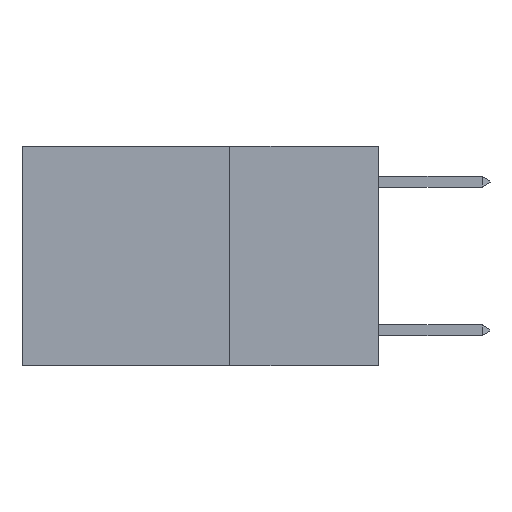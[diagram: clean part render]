
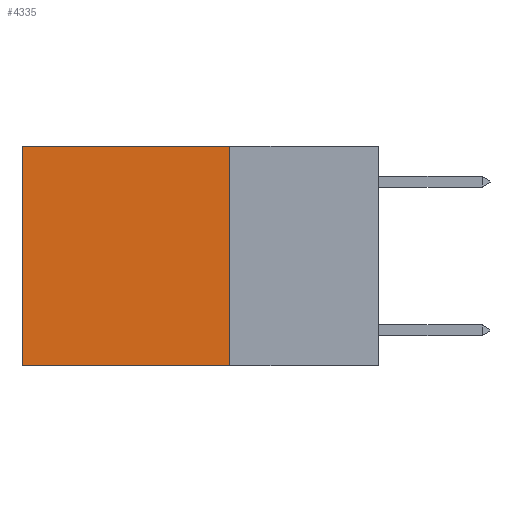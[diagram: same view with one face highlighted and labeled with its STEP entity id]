
A CAD part, left-side view. The second image highlights one B-rep face of the part: STEP entity #4335.
In plain terms, the highlighted planar face has unit normal (-1, 0, 0).
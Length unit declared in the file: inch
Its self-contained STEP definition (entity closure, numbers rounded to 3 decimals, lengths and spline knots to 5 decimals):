
#203 = CARTESIAN_POINT ( 'NONE',  ( 0.2625, 0.25, 0. ) ) ;
#825 = ORIENTED_EDGE ( 'NONE', *, *, #2943, .F. ) ;
#2080 = VERTEX_POINT ( 'NONE', #2839 ) ;
#2083 = EDGE_LOOP ( 'NONE', ( #2636, #825, #13182, #11549 ) ) ;
#2326 = LINE ( 'NONE', #5321, #12172 ) ;
#2636 = ORIENTED_EDGE ( 'NONE', *, *, #14421, .T. ) ;
#2839 = CARTESIAN_POINT ( 'NONE',  ( 0.2625, 0.6, 0. ) ) ;
#2943 = EDGE_CURVE ( 'NONE', #6916, #14420, #6703, .T. ) ;
#2988 = VECTOR ( 'NONE', #5601, 39.37008 ) ;
#3684 = DIRECTION ( 'NONE',  ( 1., 0., 0. ) ) ;
#4033 = DIRECTION ( 'NONE',  ( 0., 0., -1. ) ) ;
#4335 = ADVANCED_FACE ( 'NONE', ( #4807 ), #8326, .F. ) ;
#4434 = CARTESIAN_POINT ( 'NONE',  ( 0.2625, 0.25, 0. ) ) ;
#4807 = FACE_OUTER_BOUND ( 'NONE', #2083, .T. ) ;
#4926 = CARTESIAN_POINT ( 'NONE',  ( 0.2625, 0.6, -0.37 ) ) ;
#5321 = CARTESIAN_POINT ( 'NONE',  ( 0.2625, 0.6, 0. ) ) ;
#5601 = DIRECTION ( 'NONE',  ( 0., 1., 0. ) ) ;
#5609 = EDGE_CURVE ( 'NONE', #13673, #2080, #9008, .T. ) ;
#5648 = CARTESIAN_POINT ( 'NONE',  ( 0.2625, 0.25, 0. ) ) ;
#6703 = LINE ( 'NONE', #9267, #9400 ) ;
#6916 = VERTEX_POINT ( 'NONE', #14791 ) ;
#7564 = CARTESIAN_POINT ( 'NONE',  ( 0.2625, 0.25, 0. ) ) ;
#8326 = PLANE ( 'NONE',  #12605 ) ;
#8826 = DIRECTION ( 'NONE',  ( 0., 0., -1. ) ) ;
#9008 = LINE ( 'NONE', #5648, #2988 ) ;
#9267 = CARTESIAN_POINT ( 'NONE',  ( 0.2625, 0.25, -0.37 ) ) ;
#9369 = DIRECTION ( 'NONE',  ( 0., 0., -1. ) ) ;
#9400 = VECTOR ( 'NONE', #11752, 39.37008 ) ;
#10513 = LINE ( 'NONE', #7564, #15094 ) ;
#11549 = ORIENTED_EDGE ( 'NONE', *, *, #5609, .T. ) ;
#11723 = EDGE_CURVE ( 'NONE', #13673, #6916, #10513, .T. ) ;
#11752 = DIRECTION ( 'NONE',  ( 0., 1., 0. ) ) ;
#12172 = VECTOR ( 'NONE', #8826, 39.37008 ) ;
#12605 = AXIS2_PLACEMENT_3D ( 'NONE', #203, #3684, #9369 ) ;
#13182 = ORIENTED_EDGE ( 'NONE', *, *, #11723, .F. ) ;
#13673 = VERTEX_POINT ( 'NONE', #4434 ) ;
#14420 = VERTEX_POINT ( 'NONE', #4926 ) ;
#14421 = EDGE_CURVE ( 'NONE', #2080, #14420, #2326, .T. ) ;
#14791 = CARTESIAN_POINT ( 'NONE',  ( 0.2625, 0.25, -0.37 ) ) ;
#15094 = VECTOR ( 'NONE', #4033, 39.37008 ) ;
